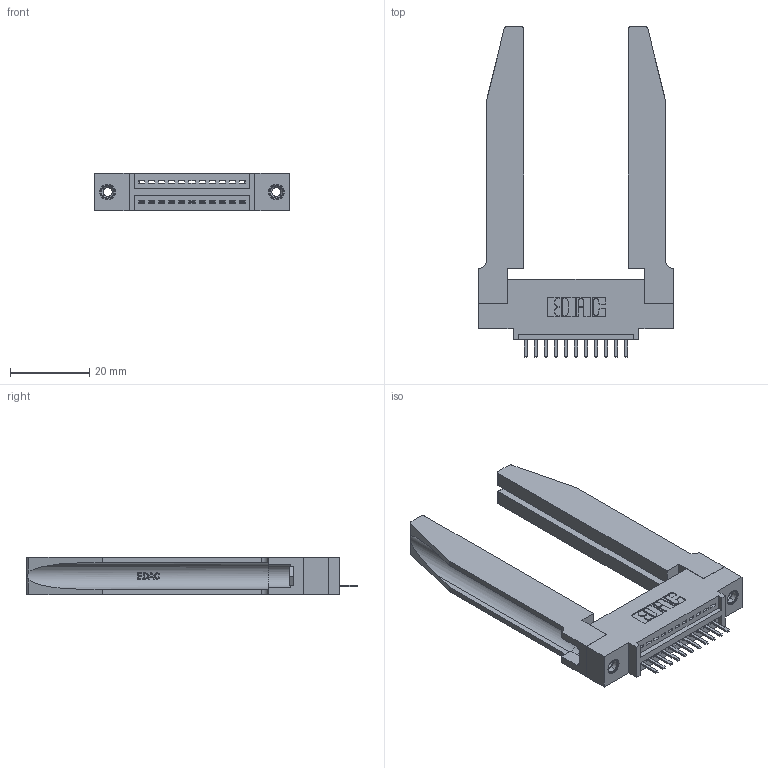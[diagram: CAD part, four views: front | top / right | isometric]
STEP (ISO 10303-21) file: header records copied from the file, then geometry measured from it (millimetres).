
FILE_DESCRIPTION (( 'STEP AP203' ), '1' );
FILE_NAME ('395-011-520-478.STEP', '2019-10-15T22:35:57', ( '' ), ( '' ), 'SwSTEP 2.0', 'SolidWorks 2016', '' );
FILE_SCHEMA (( 'CONFIG_CONTROL_DESIGN' ));
Length unit declared in the file: inch
Products named in the file (5): 395-011-520-478; 345-220-078_345-220-078; 345-292-001_345-293-120; 345 Part_0.110 Offset - 0.156 Dia-TH; 345-250-001_345-250-001-102
Assembly tree (16 placements, depth 2):
  395-011-520-478
    345 Part_0.110 Offset - 0.156 Dia-TH
    345-292-001_345-293-120  x11
    345-250-001_345-250-001-102  x2
    345-220-078_345-220-078  x2
Bounding box: 49.17 x 83.44 x 9.4 mm (x, y, z)
Volume: 12082.2 mm3; surface area: 12132.5 mm2
Topology: 16 solids, 16 shells, 1046 faces, 2985 edges, 1950 vertices
Faces by surface type: plane 688, cylinder 306, bspline 36, cone 12, torus 4
Entity records: 17438 total; most frequent: CARTESIAN_POINT 3932, ORIENTED_EDGE 2762, DIRECTION 2473, EDGE_CURVE 1381, LINE 1107, VECTOR 1107, VERTEX_POINT 912, AXIS2_PLACEMENT_3D 683
